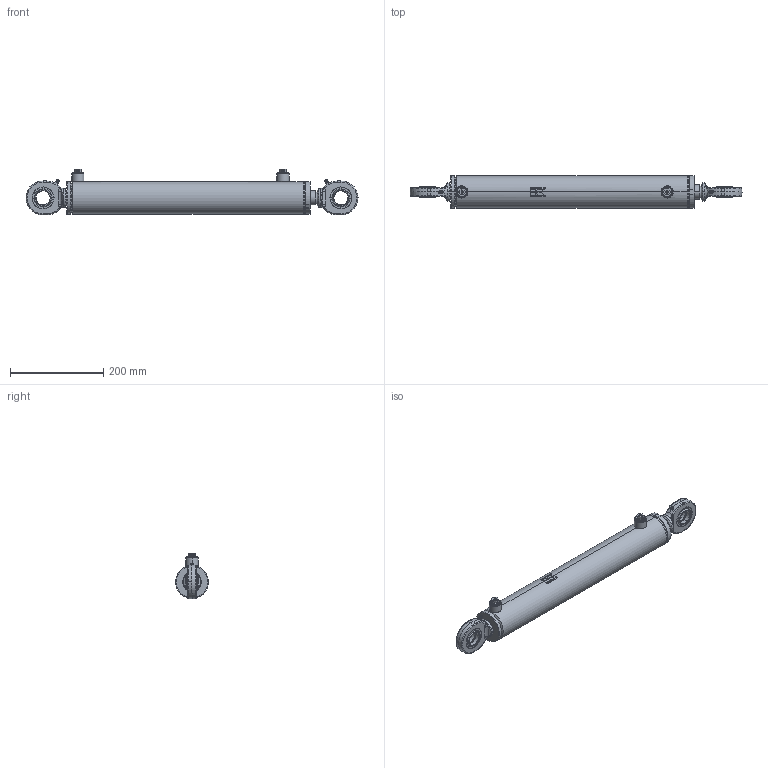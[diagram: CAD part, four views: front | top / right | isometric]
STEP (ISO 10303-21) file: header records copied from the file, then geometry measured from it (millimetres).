
FILE_DESCRIPTION (( 'STEP AP214' ), '1' );
FILE_NAME ('CFGCY0072218-Cylinder.step', '2025-03-11T13:46:40', ( 'Kramp IT' ), ( 'Kramp' ), 'SwSTEP 2.0', 'SolidWorks 2021', '' );
FILE_SCHEMA (( 'AUTOMOTIVE_DESIGN' ));
Length unit declared in the file: millimetre
Products named in the file (19): DS2906004_Simplified; CFGCY0072218-Cylinder; SP06M; GK30DO-RD; MATE-AID; DC3906001; LSN06E; GK30DO-EC; DS2906013030_Simplified; DS2906015; Tube_Simplified; Rod-WA_Simplified; Tube-MA_Simplified; GK30DO; Tube-WA_Simplified; DS2906004VM_Simplified; Rod_Simplified; DS2906013030VM_Simplified
Assembly tree (20 placements, depth 4):
  CFGCY0072218-Cylinder
    Tube-WA_Simplified
      Tube-MA_Simplified
        Tube_Simplified
        LSN06E
      LSN06E
      DC3906001
        DC3906001
      GK30DO-EC
        GK30DO
    Rod-WA_Simplified
      Rod_Simplified
      GK30DO-RD
        GK30DO
    DS2906013030VM_Simplified
      DS2906013030_Simplified
    DS2906004VM_Simplified
      DS2906004_Simplified
    DS2906015
    SP06M  x2
  MATE-AID
Bounding box: 711 x 70 x 98.5 mm (x, y, z)
Volume: 1331518.8 mm3; surface area: 361028.7 mm2
Topology: 18 solids, 18 shells, 654 faces, 1552 edges, 952 vertices
Faces by surface type: cylinder 201, plane 189, cone 124, bspline 110, torus 30
Entity records: 18741 total; most frequent: CARTESIAN_POINT 5950, DIRECTION 2028, ORIENTED_EDGE 1900, EDGE_CURVE 950, AXIS2_PLACEMENT_3D 829, VERTEX_POINT 590, EDGE_LOOP 464, CIRCLE 444
